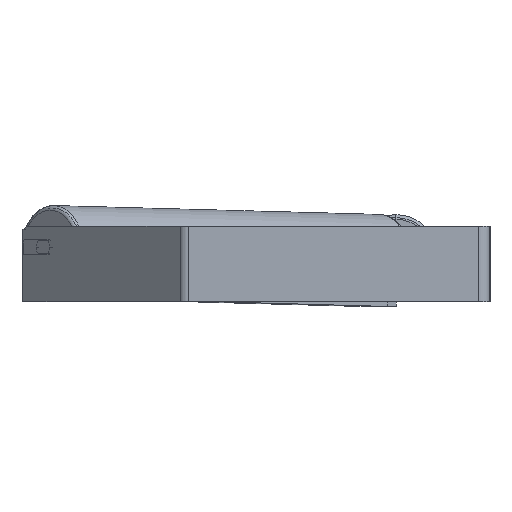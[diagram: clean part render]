
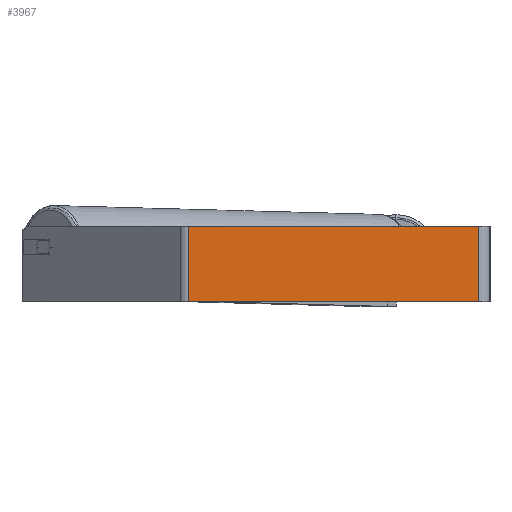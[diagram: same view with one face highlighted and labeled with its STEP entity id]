
A CAD part, left-side view. The second image highlights one B-rep face of the part: STEP entity #3967.
In plain terms, the highlighted planar face has unit normal (-1, 0, 0).
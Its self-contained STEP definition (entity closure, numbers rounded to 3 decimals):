
#369 = VECTOR ( 'NONE', #6432, 1000. ) ;
#637 = CARTESIAN_POINT ( 'NONE',  ( -800., 325.876, -40. ) ) ;
#1043 = VERTEX_POINT ( 'NONE', #1227 ) ;
#1227 = CARTESIAN_POINT ( 'NONE',  ( -800., 320.906, -40. ) ) ;
#1505 = EDGE_CURVE ( 'NONE', #8765, #4037, #5151, .T. ) ;
#1666 = DIRECTION ( 'NONE',  ( 0., -1., 0. ) ) ;
#1838 = CARTESIAN_POINT ( 'NONE',  ( -800., 325.876, 40. ) ) ;
#2366 = ORIENTED_EDGE ( 'NONE', *, *, #8859, .T. ) ;
#2417 = EDGE_CURVE ( 'NONE', #1043, #5160, #4908, .T. ) ;
#2459 = DIRECTION ( 'NONE',  ( 0., 0., -1. ) ) ;
#2831 = EDGE_CURVE ( 'NONE', #4037, #5160, #8026, .T. ) ;
#2925 = CARTESIAN_POINT ( 'NONE',  ( -800., 320.906, 40. ) ) ;
#2973 = AXIS2_PLACEMENT_3D ( 'NONE', #1838, #8917, #2459 ) ;
#3021 = VECTOR ( 'NONE', #8413, 1000. ) ;
#3160 = ORIENTED_EDGE ( 'NONE', *, *, #1505, .F. ) ;
#3204 = CARTESIAN_POINT ( 'NONE',  ( -800., 320.906, 40. ) ) ;
#3227 = CARTESIAN_POINT ( 'NONE',  ( -800., 12., 40. ) ) ;
#3257 = VECTOR ( 'NONE', #1666, 1000. ) ;
#3338 = FACE_OUTER_BOUND ( 'NONE', #3742, .T. ) ;
#3742 = EDGE_LOOP ( 'NONE', ( #7466, #4705, #3160, #2366 ) ) ;
#3967 = ADVANCED_FACE ( 'NONE', ( #3338 ), #8990, .F. ) ;
#4037 = VERTEX_POINT ( 'NONE', #3227 ) ;
#4060 = LINE ( 'NONE', #3204, #3021 ) ;
#4705 = ORIENTED_EDGE ( 'NONE', *, *, #2831, .F. ) ;
#4908 = LINE ( 'NONE', #637, #369 ) ;
#5151 = LINE ( 'NONE', #7513, #3257 ) ;
#5160 = VERTEX_POINT ( 'NONE', #5234 ) ;
#5234 = CARTESIAN_POINT ( 'NONE',  ( -800., 12., -40. ) ) ;
#5755 = CARTESIAN_POINT ( 'NONE',  ( -800., 12., 40. ) ) ;
#6432 = DIRECTION ( 'NONE',  ( 0., -1., 0. ) ) ;
#6648 = DIRECTION ( 'NONE',  ( 0., 0., -1. ) ) ;
#7466 = ORIENTED_EDGE ( 'NONE', *, *, #2417, .T. ) ;
#7513 = CARTESIAN_POINT ( 'NONE',  ( -800., 325.876, 40. ) ) ;
#7680 = VECTOR ( 'NONE', #6648, 1000. ) ;
#8026 = LINE ( 'NONE', #5755, #7680 ) ;
#8413 = DIRECTION ( 'NONE',  ( 0., 0., -1. ) ) ;
#8765 = VERTEX_POINT ( 'NONE', #2925 ) ;
#8859 = EDGE_CURVE ( 'NONE', #8765, #1043, #4060, .T. ) ;
#8917 = DIRECTION ( 'NONE',  ( 1., 0., 0. ) ) ;
#8990 = PLANE ( 'NONE',  #2973 ) ;
